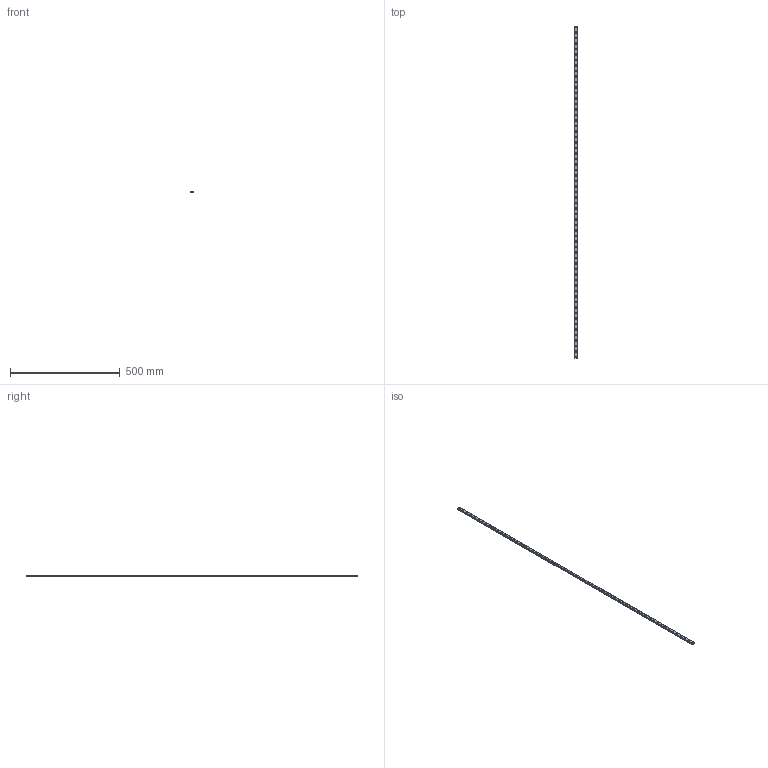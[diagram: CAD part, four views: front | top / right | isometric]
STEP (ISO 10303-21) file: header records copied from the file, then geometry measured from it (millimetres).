
FILE_DESCRIPTION(('STEP AP214'),'1');
FILE_NAME('cctmp_3B10A849-B041-49D1-8E74-5C01217F4378_2021_02_18_15_57_50_0493..stp','2021-02-18T14:57:50',('HIWIN GmbH'),('CADClick - www.CADClick.com'),'Spatial InterOp 3D',' ','unknown authorization');
FILE_SCHEMA(('AUTOMOTIVE_DESIGN'));
Length unit declared in the file: millimetre
Products named in the file (1): MGNR12R1510CM_FILE
Bounding box: 12 x 1510 x 8 mm (x, y, z)
Volume: 129238.5 mm3; surface area: 75193.1 mm2
Topology: 1 solids, 1 shells, 644 faces, 1365 edges, 910 vertices
Faces by surface type: cylinder 382, plane 262
Entity records: 22849 total; most frequent: DIRECTION 3419, CARTESIAN_POINT 2920, ORIENTED_EDGE 2730, AXIS2_PLACEMENT_3D 1409, EDGE_CURVE 1365, VERTEX_POINT 910, EDGE_LOOP 831, CIRCLE 764
